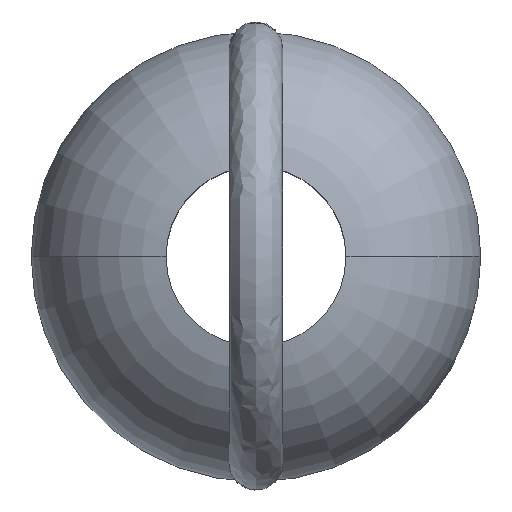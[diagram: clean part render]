
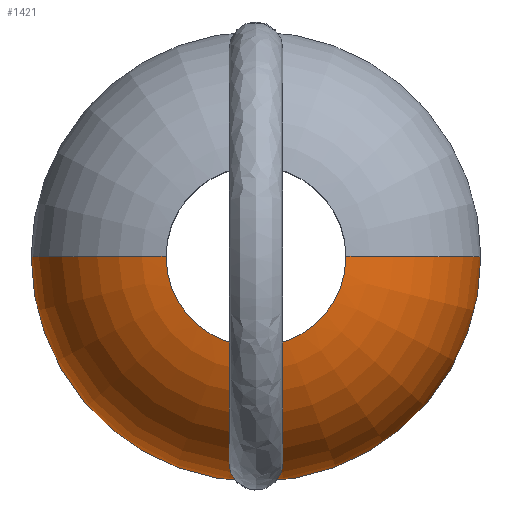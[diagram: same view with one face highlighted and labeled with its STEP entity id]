
A CAD part, top view. The second image highlights one B-rep face of the part: STEP entity #1421.
In plain terms, the highlighted toroidal (fillet/blend) face has major radius 0.381 mm and minor radius 0.889 mm.
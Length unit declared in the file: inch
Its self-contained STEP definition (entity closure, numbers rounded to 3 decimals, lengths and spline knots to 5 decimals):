
#4 = CARTESIAN_POINT ( 'NONE',  ( 0., 0., 0.07 ) ) ;
#6 = DIRECTION ( 'NONE',  ( 0., 1., 0. ) ) ;
#18 = CARTESIAN_POINT ( 'NONE',  ( -0.015, 0., 0.03536 ) ) ;
#54 = ORIENTED_EDGE ( 'NONE', *, *, #313, .F. ) ;
#63 = EDGE_LOOP ( 'NONE', ( #54, #835, #587, #931 ) ) ;
#92 = EDGE_CURVE ( 'NONE', #1128, #740, #261, .T. ) ;
#113 = CIRCLE ( 'NONE', #1435, 0.05 ) ;
#171 = DIRECTION ( 'NONE',  ( 1., 0., 0. ) ) ;
#261 = CIRCLE ( 'NONE', #704, 0.035 ) ;
#313 = EDGE_CURVE ( 'NONE', #698, #1405, #1120, .T. ) ;
#359 = AXIS2_PLACEMENT_3D ( 'NONE', #4, #1018, #568 ) ;
#413 = CARTESIAN_POINT ( 'NONE',  ( 0., 0., 0.03536 ) ) ;
#458 = DIRECTION ( 'NONE',  ( -1., 0., 0. ) ) ;
#543 = AXIS2_PLACEMENT_3D ( 'NONE', #413, #1180, #1322 ) ;
#549 = EDGE_CURVE ( 'NONE', #1405, #740, #706, .T. ) ;
#568 = DIRECTION ( 'NONE',  ( 1., 0., 0. ) ) ;
#582 = CARTESIAN_POINT ( 'NONE',  ( 0.02, 0., 0.07 ) ) ;
#587 = ORIENTED_EDGE ( 'NONE', *, *, #92, .T. ) ;
#598 = CARTESIAN_POINT ( 'NONE',  ( -0.05, 0., 0.03536 ) ) ;
#609 = DIRECTION ( 'NONE',  ( 0., 0., -1. ) ) ;
#698 = VERTEX_POINT ( 'NONE', #598 ) ;
#704 = AXIS2_PLACEMENT_3D ( 'NONE', #763, #1115, #1200 ) ;
#706 = CIRCLE ( 'NONE', #359, 0.02 ) ;
#725 = TOROIDAL_SURFACE ( 'NONE', #543, 0.015, 0.035 ) ;
#740 = VERTEX_POINT ( 'NONE', #582 ) ;
#760 = AXIS2_PLACEMENT_3D ( 'NONE', #18, #6, #458 ) ;
#763 = CARTESIAN_POINT ( 'NONE',  ( 0.015, 0., 0.03536 ) ) ;
#835 = ORIENTED_EDGE ( 'NONE', *, *, #1329, .F. ) ;
#931 = ORIENTED_EDGE ( 'NONE', *, *, #549, .F. ) ;
#950 = CARTESIAN_POINT ( 'NONE',  ( 0., 0., 0.03536 ) ) ;
#1018 = DIRECTION ( 'NONE',  ( 0., 0., 1. ) ) ;
#1039 = CARTESIAN_POINT ( 'NONE',  ( 0.05, 0., 0.03536 ) ) ;
#1115 = DIRECTION ( 'NONE',  ( 0., -1., 0. ) ) ;
#1120 = CIRCLE ( 'NONE', #760, 0.035 ) ;
#1128 = VERTEX_POINT ( 'NONE', #1039 ) ;
#1129 = FACE_OUTER_BOUND ( 'NONE', #63, .T. ) ;
#1171 = CARTESIAN_POINT ( 'NONE',  ( -0.02, 0., 0.07 ) ) ;
#1180 = DIRECTION ( 'NONE',  ( 0., 0., 1. ) ) ;
#1200 = DIRECTION ( 'NONE',  ( 0., 0., -1. ) ) ;
#1322 = DIRECTION ( 'NONE',  ( 1., 0., 0. ) ) ;
#1329 = EDGE_CURVE ( 'NONE', #1128, #698, #113, .T. ) ;
#1405 = VERTEX_POINT ( 'NONE', #1171 ) ;
#1421 = ADVANCED_FACE ( 'NONE', ( #1129 ), #725, .T. ) ;
#1435 = AXIS2_PLACEMENT_3D ( 'NONE', #950, #609, #171 ) ;
